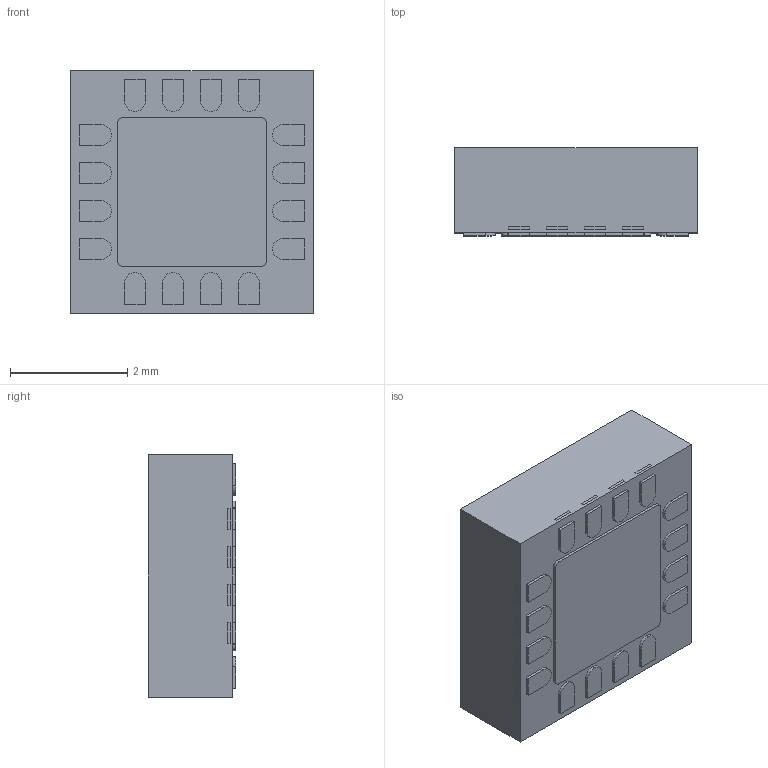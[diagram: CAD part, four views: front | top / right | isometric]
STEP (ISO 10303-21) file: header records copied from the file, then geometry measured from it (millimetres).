
FILE_DESCRIPTION (( 'STEP AP214' ), '1' );
FILE_NAME ('ADXL335BCPZ.STEP', '2021-11-16T13:10:43', ( '' ), ( '' ), 'SwSTEP 2.0', 'SolidWorks 2018', '' );
FILE_SCHEMA (( 'AUTOMOTIVE_DESIGN' ));
Length unit declared in the file: millimetre
Products named in the file (2): ADXL335BCPZ
Bounding box: 4.15 x 1.5 x 4.15 mm (x, y, z)
Volume: 25.4 mm3; surface area: 90.3 mm2
Topology: 19 solids, 19 shells, 264 faces, 672 edges, 448 vertices
Faces by surface type: plane 212, cylinder 52
Entity records: 11079 total; most frequent: CARTESIAN_POINT 1386, ORIENTED_EDGE 1344, DIRECTION 1308, EDGE_CURVE 672, VECTOR 568, LINE 568, VERTEX_POINT 448, AXIS2_PLACEMENT_3D 370
